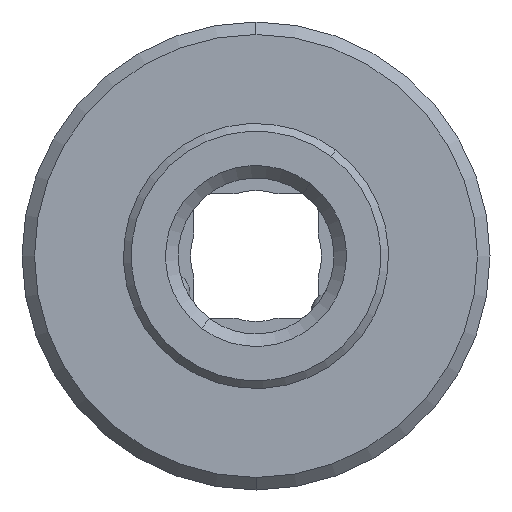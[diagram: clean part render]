
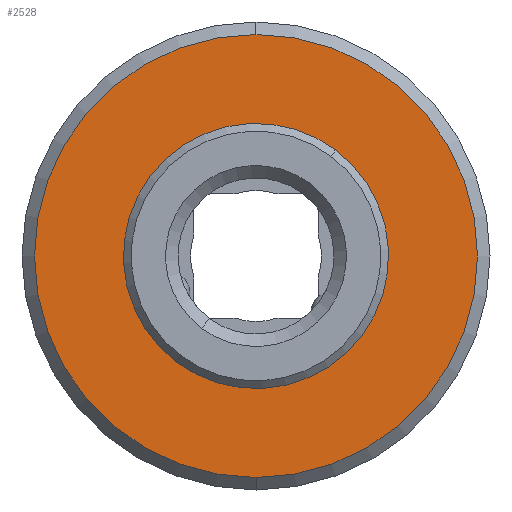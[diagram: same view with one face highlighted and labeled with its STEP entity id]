
A CAD part, left-side view. The second image highlights one B-rep face of the part: STEP entity #2528.
In plain terms, the highlighted planar face has unit normal (-1, 0, 0).
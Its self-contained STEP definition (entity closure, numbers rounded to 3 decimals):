
#200 = ORIENTED_EDGE ( 'NONE', *, *, #497, .F. ) ;
#206 = ORIENTED_EDGE ( 'NONE', *, *, #401, .F. ) ;
#214 = ORIENTED_EDGE ( 'NONE', *, *, #2238, .T. ) ;
#215 = ORIENTED_EDGE ( 'NONE', *, *, #418, .T. ) ;
#401 = EDGE_CURVE ( 'NONE', #1349, #1151, #1337, .T. ) ;
#418 = EDGE_CURVE ( 'NONE', #929, #901, #1329, .T. ) ;
#497 = EDGE_CURVE ( 'NONE', #1151, #1349, #1286, .T. ) ;
#901 = VERTEX_POINT ( 'NONE', #2193 ) ;
#902 = FACE_BOUND ( 'NONE', #1531, .T. ) ;
#914 = FACE_OUTER_BOUND ( 'NONE', #2094, .T. ) ;
#929 = VERTEX_POINT ( 'NONE', #2189 ) ;
#968 = CIRCLE ( 'NONE', #1466, 7.5 ) ;
#1023 = CARTESIAN_POINT ( 'NONE',  ( 0., 0., 0. ) ) ;
#1027 = DIRECTION ( 'NONE',  ( 1., 0., 0. ) ) ;
#1038 = DIRECTION ( 'NONE',  ( 0., 0., -1. ) ) ;
#1068 = CARTESIAN_POINT ( 'NONE',  ( 0., 0., 0. ) ) ;
#1070 = DIRECTION ( 'NONE',  ( 1., 0., 0. ) ) ;
#1073 = DIRECTION ( 'NONE',  ( 0., 0., -1. ) ) ;
#1151 = VERTEX_POINT ( 'NONE', #2384 ) ;
#1217 = CARTESIAN_POINT ( 'NONE',  ( 0., 0., 0. ) ) ;
#1218 = DIRECTION ( 'NONE',  ( 1., 0., 0. ) ) ;
#1222 = DIRECTION ( 'NONE',  ( 0., 0., -1. ) ) ;
#1286 = CIRCLE ( 'NONE', #1774, 14.2 ) ;
#1329 = CIRCLE ( 'NONE', #1798, 7.5 ) ;
#1337 = CIRCLE ( 'NONE', #1809, 14.2 ) ;
#1349 = VERTEX_POINT ( 'NONE', #2535 ) ;
#1371 = AXIS2_PLACEMENT_3D ( 'NONE', #2328, #2285, #2290 ) ;
#1466 = AXIS2_PLACEMENT_3D ( 'NONE', #2577, #2716, #2723 ) ;
#1531 = EDGE_LOOP ( 'NONE', ( #214, #215 ) ) ;
#1774 = AXIS2_PLACEMENT_3D ( 'NONE', #1217, #1218, #1222 ) ;
#1798 = AXIS2_PLACEMENT_3D ( 'NONE', #1068, #1070, #1073 ) ;
#1809 = AXIS2_PLACEMENT_3D ( 'NONE', #1023, #1027, #1038 ) ;
#2094 = EDGE_LOOP ( 'NONE', ( #200, #206 ) ) ;
#2189 = CARTESIAN_POINT ( 'NONE',  ( 0., 0., 7.5 ) ) ;
#2193 = CARTESIAN_POINT ( 'NONE',  ( 0., 0., -7.5 ) ) ;
#2238 = EDGE_CURVE ( 'NONE', #901, #929, #968, .T. ) ;
#2285 = DIRECTION ( 'NONE',  ( -1., 0., 0. ) ) ;
#2290 = DIRECTION ( 'NONE',  ( 0., 0., 1. ) ) ;
#2302 = PLANE ( 'NONE',  #1371 ) ;
#2328 = CARTESIAN_POINT ( 'NONE',  ( 0., 14.2, 0. ) ) ;
#2384 = CARTESIAN_POINT ( 'NONE',  ( 0., 0., -14.2 ) ) ;
#2528 = ADVANCED_FACE ( 'NONE', ( #902, #914 ), #2302, .T. ) ;
#2535 = CARTESIAN_POINT ( 'NONE',  ( 0., 0., 14.2 ) ) ;
#2577 = CARTESIAN_POINT ( 'NONE',  ( 0., 0., 0. ) ) ;
#2716 = DIRECTION ( 'NONE',  ( 1., 0., 0. ) ) ;
#2723 = DIRECTION ( 'NONE',  ( 0., 0., -1. ) ) ;
